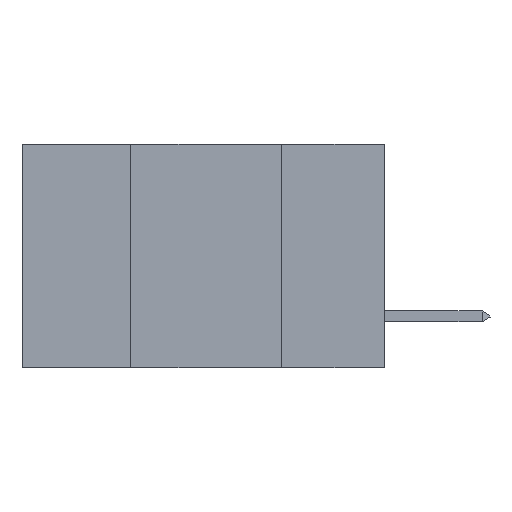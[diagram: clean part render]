
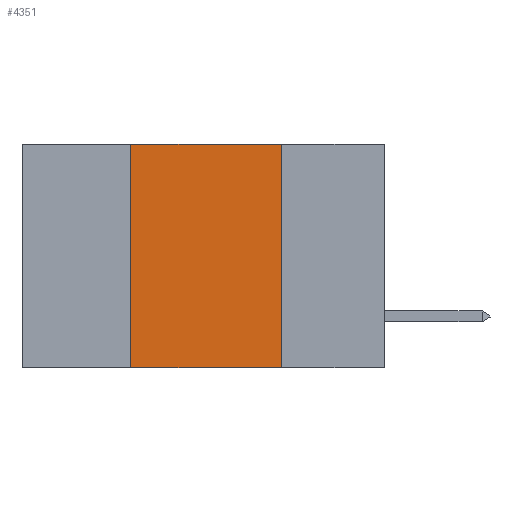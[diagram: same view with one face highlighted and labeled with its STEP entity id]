
A CAD part, left-side view. The second image highlights one B-rep face of the part: STEP entity #4351.
In plain terms, the highlighted planar face has unit normal (-1, 0, 0).
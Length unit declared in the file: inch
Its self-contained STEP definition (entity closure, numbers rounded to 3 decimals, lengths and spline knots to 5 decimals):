
#847 = EDGE_LOOP ( 'NONE', ( #5869, #917, #12211, #5039 ) ) ;
#917 = ORIENTED_EDGE ( 'NONE', *, *, #18247, .F. ) ;
#994 = CARTESIAN_POINT ( 'NONE',  ( 0., 0.6, -0.37 ) ) ;
#1872 = CARTESIAN_POINT ( 'NONE',  ( 0., 0.17, -0.37 ) ) ;
#1930 = DIRECTION ( 'NONE',  ( 0., -1., 0. ) ) ;
#2365 = DIRECTION ( 'NONE',  ( 0., 0., -1. ) ) ;
#2541 = LINE ( 'NONE', #994, #7742 ) ;
#3693 = VECTOR ( 'NONE', #15948, 39.37008 ) ;
#4351 = ADVANCED_FACE ( 'NONE', ( #19238 ), #11682, .F. ) ;
#5039 = ORIENTED_EDGE ( 'NONE', *, *, #22362, .T. ) ;
#5496 = LINE ( 'NONE', #15815, #17164 ) ;
#5869 = ORIENTED_EDGE ( 'NONE', *, *, #13482, .F. ) ;
#6837 = CARTESIAN_POINT ( 'NONE',  ( 0., 0.17, 0. ) ) ;
#7742 = VECTOR ( 'NONE', #20443, 39.37008 ) ;
#9947 = CARTESIAN_POINT ( 'NONE',  ( 0., 0.42, -0.37 ) ) ;
#9953 = LINE ( 'NONE', #6837, #3693 ) ;
#11682 = PLANE ( 'NONE',  #13391 ) ;
#12068 = CARTESIAN_POINT ( 'NONE',  ( 0., 0.17, 0. ) ) ;
#12211 = ORIENTED_EDGE ( 'NONE', *, *, #16529, .F. ) ;
#13391 = AXIS2_PLACEMENT_3D ( 'NONE', #13513, #16993, #2365 ) ;
#13482 = EDGE_CURVE ( 'NONE', #16975, #19439, #9953, .T. ) ;
#13513 = CARTESIAN_POINT ( 'NONE',  ( 0., 0.6, 0. ) ) ;
#14273 = VERTEX_POINT ( 'NONE', #9947 ) ;
#15815 = CARTESIAN_POINT ( 'NONE',  ( 0., 0.42, 0. ) ) ;
#15948 = DIRECTION ( 'NONE',  ( 0., 0., -1. ) ) ;
#16241 = CARTESIAN_POINT ( 'NONE',  ( 0., 0.6, 0. ) ) ;
#16529 = EDGE_CURVE ( 'NONE', #14273, #17558, #5496, .T. ) ;
#16975 = VERTEX_POINT ( 'NONE', #12068 ) ;
#16993 = DIRECTION ( 'NONE',  ( 1., 0., 0. ) ) ;
#17164 = VECTOR ( 'NONE', #22149, 39.37008 ) ;
#17558 = VERTEX_POINT ( 'NONE', #21164 ) ;
#18247 = EDGE_CURVE ( 'NONE', #17558, #16975, #20961, .T. ) ;
#18764 = VECTOR ( 'NONE', #1930, 39.37008 ) ;
#19238 = FACE_OUTER_BOUND ( 'NONE', #847, .T. ) ;
#19439 = VERTEX_POINT ( 'NONE', #1872 ) ;
#20443 = DIRECTION ( 'NONE',  ( 0., -1., 0. ) ) ;
#20961 = LINE ( 'NONE', #16241, #18764 ) ;
#21164 = CARTESIAN_POINT ( 'NONE',  ( 0., 0.42, 0. ) ) ;
#22149 = DIRECTION ( 'NONE',  ( 0., 0., 1. ) ) ;
#22362 = EDGE_CURVE ( 'NONE', #14273, #19439, #2541, .T. ) ;
